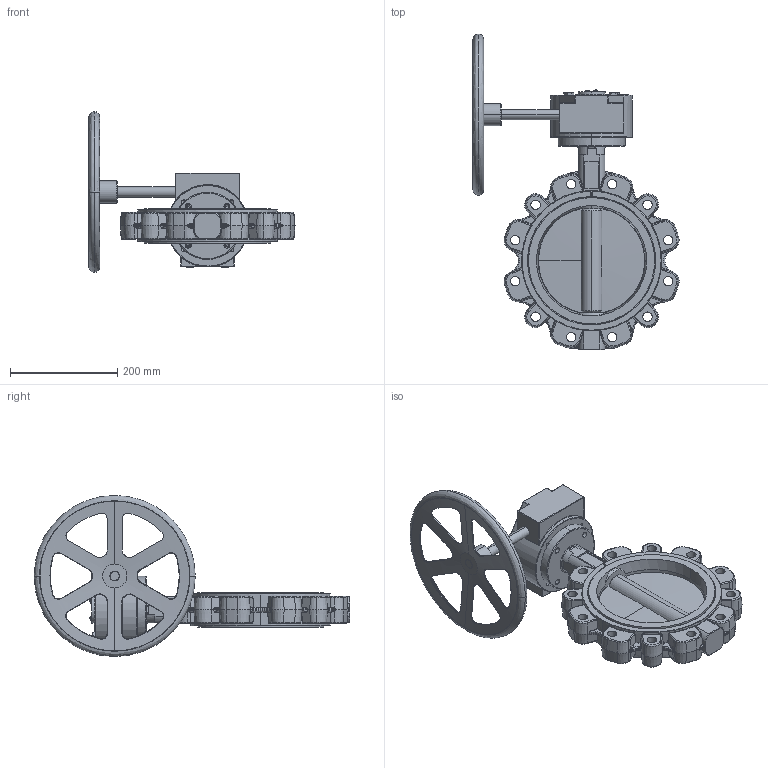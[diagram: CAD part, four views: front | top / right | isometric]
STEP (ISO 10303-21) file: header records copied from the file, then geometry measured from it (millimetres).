
FILE_DESCRIPTION (( 'STEP AP203' ), '1' );
FILE_NAME ('L9.000200R16C.STEP', '2023-03-06T15:51:10', ( '' ), ( '' ), 'SwSTEP 2.0', 'SolidWorks 2017', '' );
FILE_SCHEMA (( 'CONFIG_CONTROL_DESIGN' ));
Length unit declared in the file: millimetre
Products named in the file (1): L9.000200R16C
Bounding box: 383.92 x 588 x 300 mm (x, y, z)
Volume: 5090779.7 mm3; surface area: 565370.2 mm2
Topology: 1 solids, 11 shells, 1622 faces, 3880 edges, 2247 vertices
Faces by surface type: bspline 436, plane 385, cylinder 350, cone 207, torus 184, sphere 60
Entity records: 67344 total; most frequent: CARTESIAN_POINT 32952, ORIENTED_EDGE 7592, DIRECTION 6738, EDGE_CURVE 3796, AXIS2_PLACEMENT_3D 2807, VERTEX_POINT 2247, EDGE_LOOP 1721, ADVANCED_FACE 1622
